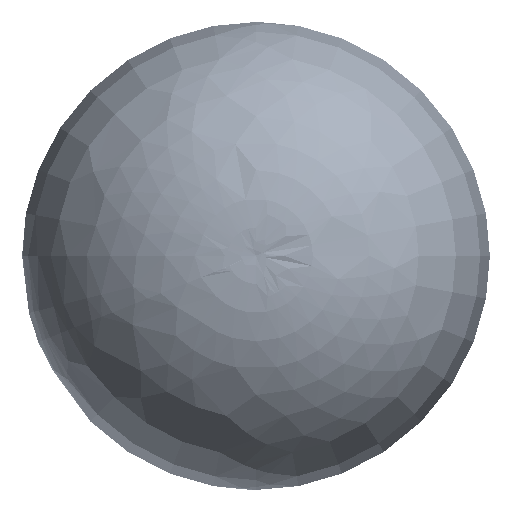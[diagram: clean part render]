
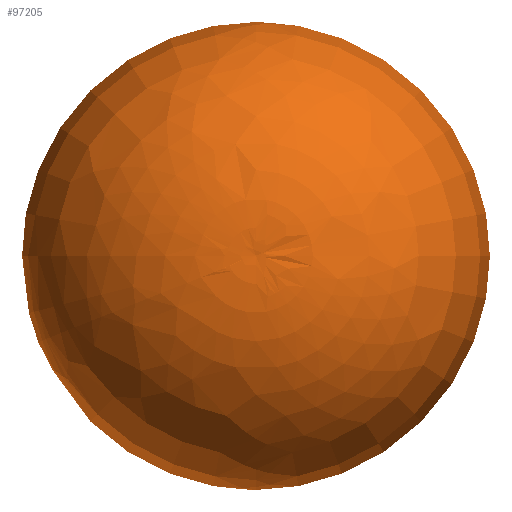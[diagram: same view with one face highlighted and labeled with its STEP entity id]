
A CAD part, top view. The second image highlights one B-rep face of the part: STEP entity #97205.
In plain terms, the highlighted free-form (B-spline) face has degree [2, 2] with [5, 9] control points.
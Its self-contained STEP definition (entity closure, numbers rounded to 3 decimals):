
#190=(
BOUNDED_CURVE()
B_SPLINE_CURVE(2,(#303237,#303238,#303239,#303240,#303241),
 .UNSPECIFIED.,.F.,.F.)
B_SPLINE_CURVE_WITH_KNOTS((3,2,3),(-0.524,0.576,
1.675),.UNSPECIFIED.)
CURVE()
GEOMETRIC_REPRESENTATION_ITEM()
RATIONAL_B_SPLINE_CURVE((1.,0.853,1.,0.853,1.))
REPRESENTATION_ITEM('')
);
#11199=(
BOUNDED_SURFACE()
B_SPLINE_SURFACE(2,2,((#303191,#303192,#303193,#303194,#303195,#303196,
#303197,#303198,#303199),(#303200,#303201,#303202,#303203,#303204,#303205,
#303206,#303207,#303208),(#303209,#303210,#303211,#303212,#303213,#303214,
#303215,#303216,#303217),(#303218,#303219,#303220,#303221,#303222,#303223,
#303224,#303225,#303226),(#303227,#303228,#303229,#303230,#303231,#303232,
#303233,#303234,#303235)),.UNSPECIFIED.,.F.,.T.,.F.)
B_SPLINE_SURFACE_WITH_KNOTS((3,2,3),(3,2,2,2,3),(-1.675,-0.576,
0.524),(-3.142,-1.571,0.,1.571,
3.142),.UNSPECIFIED.)
GEOMETRIC_REPRESENTATION_ITEM()
RATIONAL_B_SPLINE_SURFACE(((1.,0.707,1.,0.707,1.,
0.707,1.,0.707,1.),(0.853,0.603,
0.853,0.603,0.853,0.603,0.853,
0.603,0.853),(1.,0.707,1.,0.707,
1.,0.707,1.,0.707,1.),(0.853,0.603,
0.853,0.603,0.853,0.603,0.853,
0.603,0.853),(1.,0.707,1.,0.707,
1.,0.707,1.,0.707,1.)))
REPRESENTATION_ITEM('')
SURFACE()
);
#17291=FACE_OUTER_BOUND('',#24796,.T.);
#24796=EDGE_LOOP('',(#84926,#84927,#84928,#84929));
#36869=CIRCLE('',#108542,1864.488);
#36870=CIRCLE('',#108543,1864.488);
#45360=VERTEX_POINT('',#303182);
#45361=VERTEX_POINT('',#303188);
#45362=VERTEX_POINT('',#303236);
#58551=EDGE_CURVE('',#45360,#45361,#36869,.T.);
#58552=EDGE_CURVE('',#45361,#45360,#36870,.T.);
#58553=EDGE_CURVE('',#45360,#45362,#190,.T.);
#84926=ORIENTED_EDGE('',*,*,#58552,.F.);
#84927=ORIENTED_EDGE('',*,*,#58551,.F.);
#84928=ORIENTED_EDGE('',*,*,#58553,.T.);
#84929=ORIENTED_EDGE('',*,*,#58553,.F.);
#97205=ADVANCED_FACE('',(#17291),#11199,.F.);
#108542=AXIS2_PLACEMENT_3D('',#303189,#133553,#133554);
#108543=AXIS2_PLACEMENT_3D('',#303190,#133555,#133556);
#133553=DIRECTION('center_axis',(-1.,0.,0.));
#133554=DIRECTION('ref_axis',(0.,0.,1.));
#133555=DIRECTION('center_axis',(-1.,0.,0.));
#133556=DIRECTION('ref_axis',(0.,0.,1.));
#303182=CARTESIAN_POINT('',(-960.992,200.,-1864.488));
#303188=CARTESIAN_POINT('',(-960.992,-1664.488,0.));
#303189=CARTESIAN_POINT('Origin',(-960.992,200.,0.));
#303190=CARTESIAN_POINT('Origin',(-960.992,200.,0.));
#303191=CARTESIAN_POINT('Ctrl Pts',(1911.551,200.,0.));
#303192=CARTESIAN_POINT('Ctrl Pts',(1911.551,200.,0.));
#303193=CARTESIAN_POINT('Ctrl Pts',(1911.551,200.,0.));
#303194=CARTESIAN_POINT('Ctrl Pts',(1911.551,200.,0.));
#303195=CARTESIAN_POINT('Ctrl Pts',(1911.551,200.,0.));
#303196=CARTESIAN_POINT('Ctrl Pts',(1911.551,200.,0.));
#303197=CARTESIAN_POINT('Ctrl Pts',(1911.551,200.,0.));
#303198=CARTESIAN_POINT('Ctrl Pts',(1911.551,200.,0.));
#303199=CARTESIAN_POINT('Ctrl Pts',(1911.551,200.,0.));
#303200=CARTESIAN_POINT('Ctrl Pts',(2034.078,200.,-1171.09));
#303201=CARTESIAN_POINT('Ctrl Pts',(2034.078,-971.09,
-1171.09));
#303202=CARTESIAN_POINT('Ctrl Pts',(2034.078,-971.09,
0.));
#303203=CARTESIAN_POINT('Ctrl Pts',(2034.078,-971.09,
1171.09));
#303204=CARTESIAN_POINT('Ctrl Pts',(2034.078,200.,1171.09));
#303205=CARTESIAN_POINT('Ctrl Pts',(2034.078,1371.09,1171.09));
#303206=CARTESIAN_POINT('Ctrl Pts',(2034.078,1371.09,0.));
#303207=CARTESIAN_POINT('Ctrl Pts',(2034.078,1371.09,-1171.09));
#303208=CARTESIAN_POINT('Ctrl Pts',(2034.078,200.,-1171.09));
#303209=CARTESIAN_POINT('Ctrl Pts',(1046.408,200.,-1812.159));
#303210=CARTESIAN_POINT('Ctrl Pts',(1046.408,-1612.159,
-1812.159));
#303211=CARTESIAN_POINT('Ctrl Pts',(1046.408,-1612.159,
0.));
#303212=CARTESIAN_POINT('Ctrl Pts',(1046.408,-1612.159,
1812.159));
#303213=CARTESIAN_POINT('Ctrl Pts',(1046.408,200.,1812.159));
#303214=CARTESIAN_POINT('Ctrl Pts',(1046.408,2012.159,1812.159));
#303215=CARTESIAN_POINT('Ctrl Pts',(1046.408,2012.159,0.));
#303216=CARTESIAN_POINT('Ctrl Pts',(1046.408,2012.159,-1812.159));
#303217=CARTESIAN_POINT('Ctrl Pts',(1046.408,200.,-1812.159));
#303218=CARTESIAN_POINT('Ctrl Pts',(58.737,200.,-2453.229));
#303219=CARTESIAN_POINT('Ctrl Pts',(58.737,-2253.229,-2453.229));
#303220=CARTESIAN_POINT('Ctrl Pts',(58.737,-2253.229,0.));
#303221=CARTESIAN_POINT('Ctrl Pts',(58.737,-2253.229,2453.229));
#303222=CARTESIAN_POINT('Ctrl Pts',(58.737,200.,2453.229));
#303223=CARTESIAN_POINT('Ctrl Pts',(58.737,2653.229,2453.229));
#303224=CARTESIAN_POINT('Ctrl Pts',(58.737,2653.229,0.));
#303225=CARTESIAN_POINT('Ctrl Pts',(58.737,2653.229,-2453.229));
#303226=CARTESIAN_POINT('Ctrl Pts',(58.737,200.,-2453.229));
#303227=CARTESIAN_POINT('Ctrl Pts',(-960.992,200.,-1864.488));
#303228=CARTESIAN_POINT('Ctrl Pts',(-960.992,-1664.488,
-1864.488));
#303229=CARTESIAN_POINT('Ctrl Pts',(-960.992,-1664.488,
0.));
#303230=CARTESIAN_POINT('Ctrl Pts',(-960.992,-1664.488,
1864.488));
#303231=CARTESIAN_POINT('Ctrl Pts',(-960.992,200.,1864.488));
#303232=CARTESIAN_POINT('Ctrl Pts',(-960.992,2064.488,
1864.488));
#303233=CARTESIAN_POINT('Ctrl Pts',(-960.992,2064.488,
0.));
#303234=CARTESIAN_POINT('Ctrl Pts',(-960.992,2064.488,
-1864.488));
#303235=CARTESIAN_POINT('Ctrl Pts',(-960.992,200.,-1864.488));
#303236=CARTESIAN_POINT('',(1911.551,200.,0.));
#303237=CARTESIAN_POINT('Ctrl Pts',(-960.992,200.,-1864.488));
#303238=CARTESIAN_POINT('Ctrl Pts',(58.737,200.,-2453.229));
#303239=CARTESIAN_POINT('Ctrl Pts',(1046.408,200.,-1812.159));
#303240=CARTESIAN_POINT('Ctrl Pts',(2034.078,200.,-1171.09));
#303241=CARTESIAN_POINT('Ctrl Pts',(1911.551,200.,0.));
